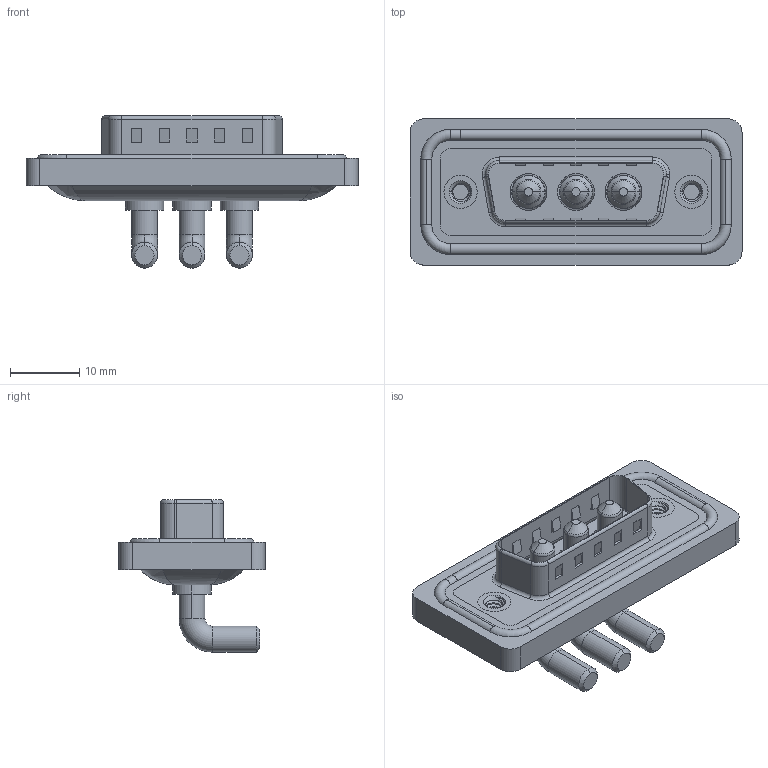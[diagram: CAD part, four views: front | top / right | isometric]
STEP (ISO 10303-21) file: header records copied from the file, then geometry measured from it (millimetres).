
FILE_DESCRIPTION (( 'STEP AP203' ), '1' );
FILE_NAME ('629W3W3-140-4N2.STEP', '2024-04-11T13:01:27', ( '' ), ( '' ), 'SwSTEP 2.0', 'SolidWorks 2023', '' );
FILE_SCHEMA (( 'CONFIG_CONTROL_DESIGN' ));
Length unit declared in the file: millimetre
Products named in the file (7): 629Combo Housing_3W3; 629Combo Shell Front_15 Contacts; 629W3W3-140-4N2; 629Combo Shell Rear_15 Contacts; Power Pin_40A RA; 629Combo Waterproof Housing_15 Contacts; 629Combo Threaded Rivet_2
Assembly tree (9 placements, depth 2):
  629W3W3-140-4N2
    629Combo Housing_3W3
    629Combo Shell Rear_15 Contacts
    629Combo Shell Front_15 Contacts
    629Combo Waterproof Housing_15 Contacts
    629Combo Threaded Rivet_2  x2
    Power Pin_40A RA  x3
Bounding box: 47.9 x 21.1 x 21.98 mm (x, y, z)
Volume: 6007.9 mm3; surface area: 9168.1 mm2
Topology: 13 solids, 13 shells, 576 faces, 1405 edges, 877 vertices
Faces by surface type: cylinder 247, plane 207, torus 76, cone 33, bspline 13
Entity records: 16488 total; most frequent: CARTESIAN_POINT 4286, DIRECTION 2494, ORIENTED_EDGE 2316, EDGE_CURVE 1158, AXIS2_PLACEMENT_3D 936, VERTEX_POINT 729, VECTOR 622, LINE 622
